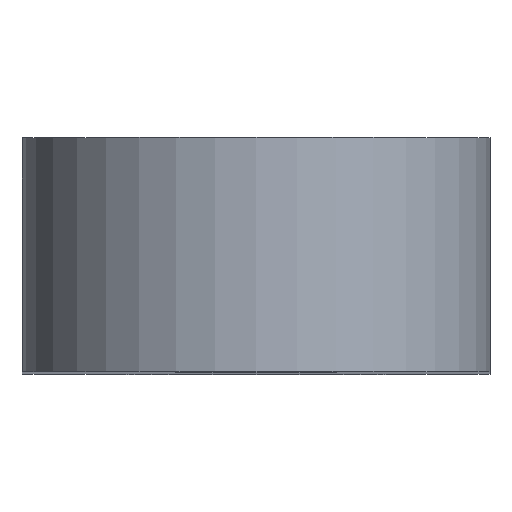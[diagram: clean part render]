
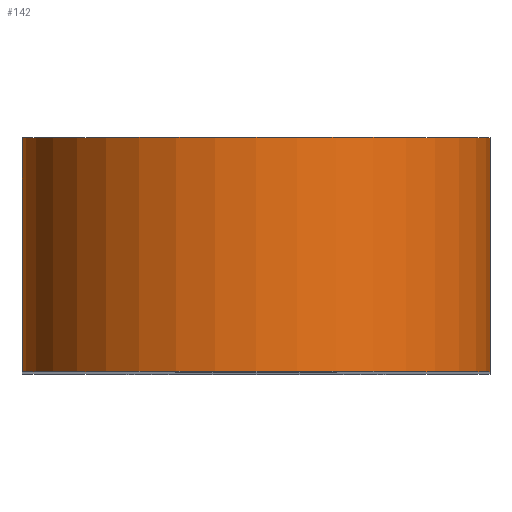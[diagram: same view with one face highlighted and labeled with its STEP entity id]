
A CAD part, top view. The second image highlights one B-rep face of the part: STEP entity #142.
In plain terms, the highlighted cylindrical face has radius 2 mm (diameter 4 mm), a partial arc.
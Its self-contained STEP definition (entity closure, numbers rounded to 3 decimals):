
#24=FACE_OUTER_BOUND('',#32,.T.);
#32=EDGE_LOOP('',(#105,#106,#107,#108));
#45=LINE('',#238,#55);
#46=LINE('',#241,#56);
#55=VECTOR('',#193,10.);
#56=VECTOR('',#196,10.);
#65=CIRCLE('',#167,2.);
#66=CIRCLE('',#168,2.);
#75=VERTEX_POINT('',#234);
#76=VERTEX_POINT('',#235);
#77=VERTEX_POINT('',#237);
#78=VERTEX_POINT('',#239);
#87=EDGE_CURVE('',#75,#76,#65,.T.);
#88=EDGE_CURVE('',#76,#77,#45,.T.);
#89=EDGE_CURVE('',#77,#78,#66,.T.);
#90=EDGE_CURVE('',#78,#75,#46,.T.);
#105=ORIENTED_EDGE('',*,*,#87,.T.);
#106=ORIENTED_EDGE('',*,*,#88,.T.);
#107=ORIENTED_EDGE('',*,*,#89,.T.);
#108=ORIENTED_EDGE('',*,*,#90,.T.);
#138=CYLINDRICAL_SURFACE('',#166,2.);
#142=ADVANCED_FACE('',(#24),#138,.T.);
#166=AXIS2_PLACEMENT_3D('',#233,#189,#190);
#167=AXIS2_PLACEMENT_3D('',#236,#191,#192);
#168=AXIS2_PLACEMENT_3D('',#240,#194,#195);
#189=DIRECTION('center_axis',(0.,1.,0.));
#190=DIRECTION('ref_axis',(0.,0.,1.));
#191=DIRECTION('center_axis',(0.,1.,0.));
#192=DIRECTION('ref_axis',(0.707,0.,-0.707));
#193=DIRECTION('',(0.,1.,0.));
#194=DIRECTION('center_axis',(0.,-1.,0.));
#195=DIRECTION('ref_axis',(-0.707,0.,0.707));
#196=DIRECTION('',(0.,-1.,0.));
#233=CARTESIAN_POINT('Origin',(-4.413,-1.5,14.467));
#234=CARTESIAN_POINT('',(-6.413,-2.,14.467));
#235=CARTESIAN_POINT('',(-2.413,-2.,14.467));
#236=CARTESIAN_POINT('Origin',(-4.413,-2.,14.467));
#237=CARTESIAN_POINT('',(-2.413,0.,14.467));
#238=CARTESIAN_POINT('',(-2.413,0.,14.467));
#239=CARTESIAN_POINT('',(-6.413,0.,14.467));
#240=CARTESIAN_POINT('Origin',(-4.413,0.,14.467));
#241=CARTESIAN_POINT('',(-6.413,0.,14.467));
